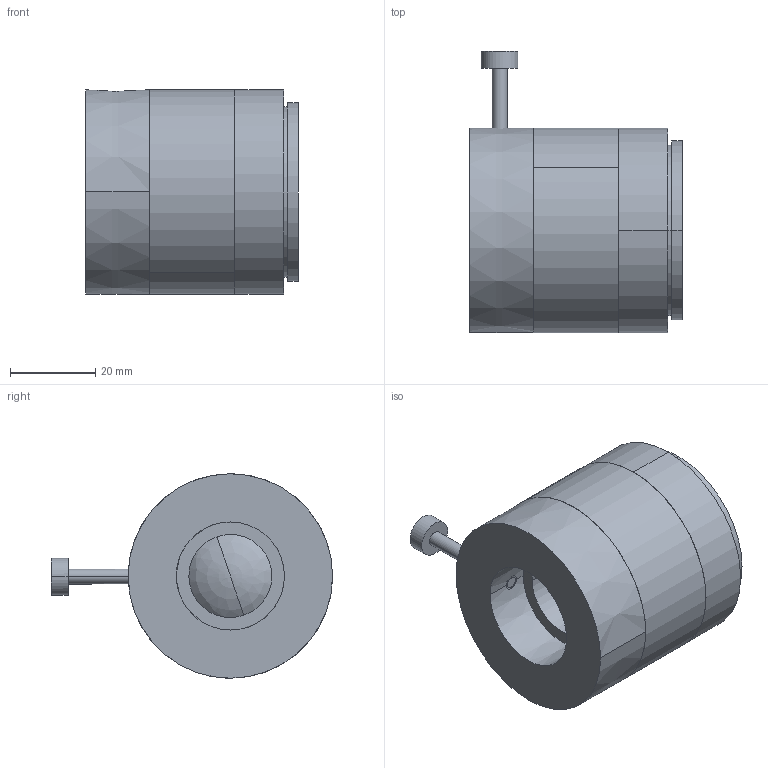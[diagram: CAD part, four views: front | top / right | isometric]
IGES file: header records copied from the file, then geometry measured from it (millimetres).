
Start section: SolidWorks IGES file using analytic representation for surfaces
Global section: file name: 53044.igs; native system: SolidWorks 2011; preprocessor: SolidWorks 2011; author: BillB; date: 120712.154411; units: millimetre
Bounding box: 49.96 x 66.03 x 48.01 mm (x, y, z)
Volume: 51460.5 mm3; surface area: 25185.7 mm2
Topology: 6 solids, 6 shells, 87 faces, 188 edges, 123 vertices
Faces by surface type: revolution 54, plane 33
